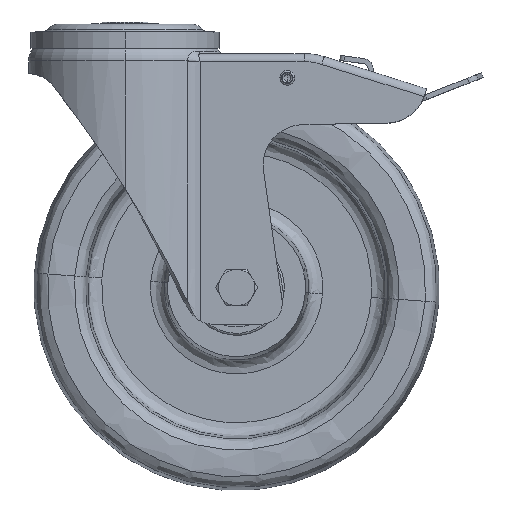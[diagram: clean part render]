
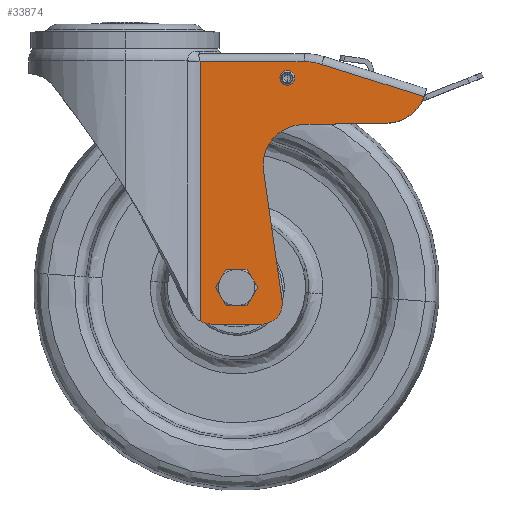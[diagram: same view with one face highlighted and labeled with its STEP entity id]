
A CAD part, top view. The second image highlights one B-rep face of the part: STEP entity #33874.
In plain terms, the highlighted planar face has unit normal (0, 0, 1).
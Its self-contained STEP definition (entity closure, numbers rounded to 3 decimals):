
#4 = AXIS2_PLACEMENT_3D ( 'NONE', #16127, #13128, #37560 ) ;
#440 = CARTESIAN_POINT ( 'NONE',  ( 68.25, -73.425, 34. ) ) ;
#988 = DIRECTION ( 'NONE',  ( 0., 0., -1. ) ) ;
#2158 = DIRECTION ( 'NONE',  ( 0., 0., 1. ) ) ;
#2237 = VECTOR ( 'NONE', #14003, 1000. ) ;
#2407 = CARTESIAN_POINT ( 'NONE',  ( 37.015, -19.6, 34. ) ) ;
#2751 = VECTOR ( 'NONE', #24800, 1000. ) ;
#2873 = DIRECTION ( 'NONE',  ( -1., -0.017, 0. ) ) ;
#3087 = EDGE_CURVE ( 'NONE', #28154, #26784, #32324, .T. ) ;
#3346 = CARTESIAN_POINT ( 'NONE',  ( 77.4, -27.6, 34. ) ) ;
#3380 = CARTESIAN_POINT ( 'NONE',  ( 37.016, -62.186, 34. ) ) ;
#3519 = ORIENTED_EDGE ( 'NONE', *, *, #3924, .F. ) ;
#3924 = EDGE_CURVE ( 'NONE', #28111, #33159, #7564, .T. ) ;
#4403 = CARTESIAN_POINT ( 'NONE',  ( 80., -27.6, 34. ) ) ;
#4485 = VERTEX_POINT ( 'NONE', #14954 ) ;
#4838 = CIRCLE ( 'NONE', #9953, 6.1 ) ;
#4841 = DIRECTION ( 'NONE',  ( 0., 0., 1. ) ) ;
#4922 = EDGE_CURVE ( 'NONE', #33166, #35464, #24541, .T. ) ;
#5078 = ORIENTED_EDGE ( 'NONE', *, *, #27547, .F. ) ;
#5490 = CARTESIAN_POINT ( 'NONE',  ( 82.6, -27.6, 34. ) ) ;
#5678 = ORIENTED_EDGE ( 'NONE', *, *, #32360, .F. ) ;
#6273 = CARTESIAN_POINT ( 'NONE',  ( 128.734, -29.902, 34. ) ) ;
#6320 = AXIS2_PLACEMENT_3D ( 'NONE', #33325, #30713, #15260 ) ;
#6593 = CARTESIAN_POINT ( 'NONE',  ( 37.016, -104.773, 34. ) ) ;
#6629 = DIRECTION ( 'NONE',  ( 0.99, 0.141, 0. ) ) ;
#6851 = LINE ( 'NONE', #440, #11609 ) ;
#6954 = AXIS2_PLACEMENT_3D ( 'NONE', #7922, #26664, #17474 ) ;
#7564 = CIRCLE ( 'NONE', #6320, 20. ) ;
#7743 = AXIS2_PLACEMENT_3D ( 'NONE', #26520, #2158, #35544 ) ;
#7862 = CARTESIAN_POINT ( 'NONE',  ( 88.271, -19.6, 34. ) ) ;
#7922 = CARTESIAN_POINT ( 'NONE',  ( 42.505, -139., 34. ) ) ;
#8011 = CARTESIAN_POINT ( 'NONE',  ( 68.25, -73.425, 34. ) ) ;
#8294 = CARTESIAN_POINT ( 'NONE',  ( 88.271, -48.6, 34. ) ) ;
#9102 = EDGE_CURVE ( 'NONE', #26784, #10353, #24050, .T. ) ;
#9105 = CARTESIAN_POINT ( 'NONE',  ( 96.991, -20.942, 34. ) ) ;
#9310 = VERTEX_POINT ( 'NONE', #20014 ) ;
#9340 = EDGE_LOOP ( 'NONE', ( #5078, #18008 ) ) ;
#9953 = AXIS2_PLACEMENT_3D ( 'NONE', #34459, #4841, #26222 ) ;
#10036 = VERTEX_POINT ( 'NONE', #20685 ) ;
#10353 = VERTEX_POINT ( 'NONE', #31827 ) ;
#11609 = VECTOR ( 'NONE', #14839, 1000. ) ;
#12232 = DIRECTION ( 'NONE',  ( 0., 0., -1. ) ) ;
#12303 = AXIS2_PLACEMENT_3D ( 'NONE', #4403, #34804, #13380 ) ;
#12452 = CIRCLE ( 'NONE', #33554, 2.6 ) ;
#12671 = ORIENTED_EDGE ( 'NONE', *, *, #29061, .F. ) ;
#12913 = CIRCLE ( 'NONE', #12303, 2.6 ) ;
#13128 = DIRECTION ( 'NONE',  ( 0., 0., 1. ) ) ;
#13146 = ORIENTED_EDGE ( 'NONE', *, *, #19796, .F. ) ;
#13380 = DIRECTION ( 'NONE',  ( -1., 0., 0. ) ) ;
#13384 = LINE ( 'NONE', #25180, #2751 ) ;
#13913 = FACE_BOUND ( 'NONE', #9340, .T. ) ;
#14003 = DIRECTION ( 'NONE',  ( -1., 0., 0. ) ) ;
#14134 = ORIENTED_EDGE ( 'NONE', *, *, #22498, .F. ) ;
#14676 = EDGE_CURVE ( 'NONE', #26395, #15185, #12913, .T. ) ;
#14839 = DIRECTION ( 'NONE',  ( 0.141, -0.99, 0. ) ) ;
#14954 = CARTESIAN_POINT ( 'NONE',  ( 48.9, -131., 34. ) ) ;
#14995 = LINE ( 'NONE', #18418, #21073 ) ;
#15185 = VERTEX_POINT ( 'NONE', #3346 ) ;
#15260 = DIRECTION ( 'NONE',  ( -0.017, 1., 0. ) ) ;
#15378 = CARTESIAN_POINT ( 'NONE',  ( 37.017, -147.359, 34. ) ) ;
#15482 = EDGE_CURVE ( 'NONE', #9310, #35464, #25510, .T. ) ;
#15572 = CARTESIAN_POINT ( 'NONE',  ( 96.991, -20.942, 34. ) ) ;
#15637 = CARTESIAN_POINT ( 'NONE',  ( 87.71, -50.603, 34. ) ) ;
#15698 = DIRECTION ( 'NONE',  ( -1., 0., 0. ) ) ;
#16127 = CARTESIAN_POINT ( 'NONE',  ( 55., -131., 34. ) ) ;
#16598 = VERTEX_POINT ( 'NONE', #39229 ) ;
#16835 = ORIENTED_EDGE ( 'NONE', *, *, #3087, .F. ) ;
#17474 = DIRECTION ( 'NONE',  ( 0., -1., 0. ) ) ;
#17516 = FACE_OUTER_BOUND ( 'NONE', #37939, .T. ) ;
#17702 = PLANE ( 'NONE',  #7743 ) ;
#18008 = ORIENTED_EDGE ( 'NONE', *, *, #14676, .F. ) ;
#18215 = DIRECTION ( 'NONE',  ( 0., 0., -1. ) ) ;
#18313 = EDGE_LOOP ( 'NONE', ( #5678, #23232 ) ) ;
#18418 = CARTESIAN_POINT ( 'NONE',  ( 129.074, -49.899, 34. ) ) ;
#18530 = CARTESIAN_POINT ( 'NONE',  ( 37.015, -19.6, 34. ) ) ;
#18619 = AXIS2_PLACEMENT_3D ( 'NONE', #18945, #988, #6629 ) ;
#18729 = CARTESIAN_POINT ( 'NONE',  ( 37.017, -147.359, 34. ) ) ;
#18945 = CARTESIAN_POINT ( 'NONE',  ( 67.505, -139., 34. ) ) ;
#19796 = EDGE_CURVE ( 'NONE', #10036, #28111, #14995, .T. ) ;
#20014 = CARTESIAN_POINT ( 'NONE',  ( 42.505, -149., 34. ) ) ;
#20685 = CARTESIAN_POINT ( 'NONE',  ( 129.074, -49.899, 34. ) ) ;
#21073 = VECTOR ( 'NONE', #2873, 1000. ) ;
#21246 = DIRECTION ( 'NONE',  ( 0., 1., 0. ) ) ;
#21306 = ORIENTED_EDGE ( 'NONE', *, *, #26583, .T. ) ;
#22169 = AXIS2_PLACEMENT_3D ( 'NONE', #6273, #12232, #24238 ) ;
#22354 = ORIENTED_EDGE ( 'NONE', *, *, #9102, .F. ) ;
#22498 = EDGE_CURVE ( 'NONE', #36888, #9310, #13384, .T. ) ;
#23232 = ORIENTED_EDGE ( 'NONE', *, *, #37724, .F. ) ;
#23627 = CARTESIAN_POINT ( 'NONE',  ( 88.271, -19.6, 34. ) ) ;
#23922 = CARTESIAN_POINT ( 'NONE',  ( 77.405, -137.588, 34. ) ) ;
#24050 = LINE ( 'NONE', #9105, #36944 ) ;
#24238 = DIRECTION ( 'NONE',  ( 0.937, -0.348, 0. ) ) ;
#24541 = B_SPLINE_CURVE_WITH_KNOTS ( 'NONE', 3,
 ( #18530, #3380, #6593, #18729 ),
 .UNSPECIFIED., .F., .F.,
 ( 4, 4 ),
 ( 0., 1. ),
 .UNSPECIFIED. ) ;
#24800 = DIRECTION ( 'NONE',  ( -1., 0., 0. ) ) ;
#25180 = CARTESIAN_POINT ( 'NONE',  ( 55.005, -149., 34. ) ) ;
#25328 = EDGE_CURVE ( 'NONE', #28437, #36888, #30159, .T. ) ;
#25510 = CIRCLE ( 'NONE', #6954, 10. ) ;
#26222 = DIRECTION ( 'NONE',  ( 1., 0., 0. ) ) ;
#26395 = VERTEX_POINT ( 'NONE', #5490 ) ;
#26520 = CARTESIAN_POINT ( 'NONE',  ( 0., -165.6, 34. ) ) ;
#26583 = EDGE_CURVE ( 'NONE', #28154, #33166, #35622, .T. ) ;
#26664 = DIRECTION ( 'NONE',  ( 0., 0., -1. ) ) ;
#26784 = VERTEX_POINT ( 'NONE', #15572 ) ;
#27547 = EDGE_CURVE ( 'NONE', #15185, #26395, #12452, .T. ) ;
#28111 = VERTEX_POINT ( 'NONE', #15637 ) ;
#28113 = CARTESIAN_POINT ( 'NONE',  ( 80., -27.6, 34. ) ) ;
#28154 = VERTEX_POINT ( 'NONE', #23627 ) ;
#28437 = VERTEX_POINT ( 'NONE', #23922 ) ;
#28704 = DIRECTION ( 'NONE',  ( 0., 0., 1. ) ) ;
#29061 = EDGE_CURVE ( 'NONE', #10353, #10036, #39486, .T. ) ;
#29326 = CIRCLE ( 'NONE', #4, 6.1 ) ;
#30159 = CIRCLE ( 'NONE', #18619, 10. ) ;
#30713 = DIRECTION ( 'NONE',  ( 0., 0., 1. ) ) ;
#31827 = CARTESIAN_POINT ( 'NONE',  ( 147.483, -36.862, 34. ) ) ;
#32324 = CIRCLE ( 'NONE', #37452, 29. ) ;
#32360 = EDGE_CURVE ( 'NONE', #4485, #16598, #29326, .T. ) ;
#32685 = DIRECTION ( 'NONE',  ( 0.954, -0.301, 0. ) ) ;
#32750 = FACE_BOUND ( 'NONE', #18313, .T. ) ;
#33159 = VERTEX_POINT ( 'NONE', #8011 ) ;
#33166 = VERTEX_POINT ( 'NONE', #2407 ) ;
#33325 = CARTESIAN_POINT ( 'NONE',  ( 88.05, -70.6, 34. ) ) ;
#33496 = CARTESIAN_POINT ( 'NONE',  ( 67.505, -149., 34. ) ) ;
#33554 = AXIS2_PLACEMENT_3D ( 'NONE', #28113, #28704, #15698 ) ;
#33874 = ADVANCED_FACE ( 'NONE', ( #13913, #32750, #17516 ), #17702, .T. ) ;
#34345 = EDGE_CURVE ( 'NONE', #33159, #28437, #6851, .T. ) ;
#34459 = CARTESIAN_POINT ( 'NONE',  ( 55., -131., 34. ) ) ;
#34783 = ORIENTED_EDGE ( 'NONE', *, *, #4922, .T. ) ;
#34804 = DIRECTION ( 'NONE',  ( 0., 0., 1. ) ) ;
#35464 = VERTEX_POINT ( 'NONE', #15378 ) ;
#35544 = DIRECTION ( 'NONE',  ( 1., 0., 0. ) ) ;
#35622 = LINE ( 'NONE', #7862, #2237 ) ;
#36416 = ORIENTED_EDGE ( 'NONE', *, *, #25328, .F. ) ;
#36888 = VERTEX_POINT ( 'NONE', #33496 ) ;
#36944 = VECTOR ( 'NONE', #32685, 1000. ) ;
#37452 = AXIS2_PLACEMENT_3D ( 'NONE', #8294, #18215, #21246 ) ;
#37560 = DIRECTION ( 'NONE',  ( -1., 0., 0. ) ) ;
#37724 = EDGE_CURVE ( 'NONE', #16598, #4485, #4838, .T. ) ;
#37939 = EDGE_LOOP ( 'NONE', ( #36416, #38037, #3519, #13146, #12671, #22354, #16835, #21306, #34783, #38774, #14134 ) ) ;
#38037 = ORIENTED_EDGE ( 'NONE', *, *, #34345, .F. ) ;
#38774 = ORIENTED_EDGE ( 'NONE', *, *, #15482, .F. ) ;
#39229 = CARTESIAN_POINT ( 'NONE',  ( 61.1, -131., 34. ) ) ;
#39486 = CIRCLE ( 'NONE', #22169, 20. ) ;
